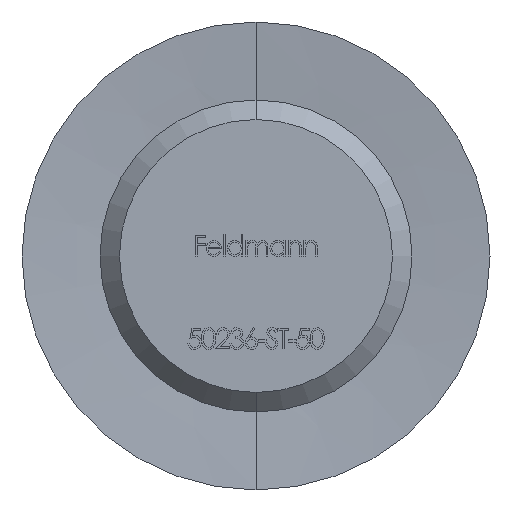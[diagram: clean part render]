
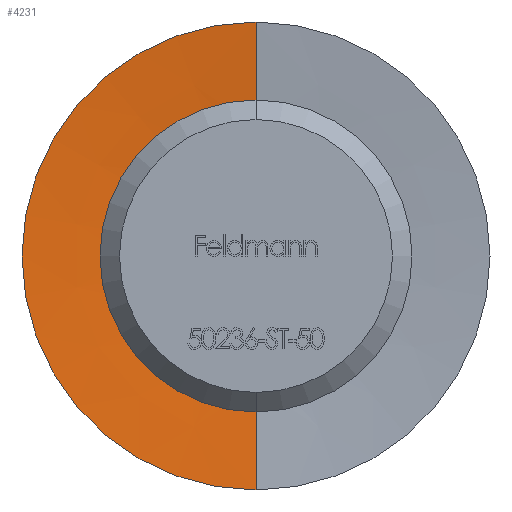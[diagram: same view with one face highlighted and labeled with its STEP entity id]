
A CAD part, front view. The second image highlights one B-rep face of the part: STEP entity #4231.
In plain terms, the highlighted conical face has half-angle 85 degrees and reference radius 3.32 mm.
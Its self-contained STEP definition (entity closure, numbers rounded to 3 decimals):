
#105 = CARTESIAN_POINT ( 'NONE',  ( 0., 0.234, 3.32 ) ) ;
#189 = VECTOR ( 'NONE', #6046, 1000. ) ;
#263 = EDGE_LOOP ( 'NONE', ( #9237, #12186, #10324, #14500 ) ) ;
#536 = FACE_OUTER_BOUND ( 'NONE', #263, .T. ) ;
#1444 = CIRCLE ( 'NONE', #10639, 6. ) ;
#1754 = VERTEX_POINT ( 'NONE', #105 ) ;
#2027 = DIRECTION ( 'NONE',  ( 0., -1., 0. ) ) ;
#2283 = CARTESIAN_POINT ( 'NONE',  ( 0., 0., 0. ) ) ;
#2554 = CARTESIAN_POINT ( 'NONE',  ( 0., 0.234, -3.32 ) ) ;
#3022 = AXIS2_PLACEMENT_3D ( 'NONE', #9518, #9561, #10915 ) ;
#3670 = VERTEX_POINT ( 'NONE', #12388 ) ;
#4226 = DIRECTION ( 'NONE',  ( 0., 0., -1. ) ) ;
#4231 = ADVANCED_FACE ( 'NONE', ( #536 ), #14026, .F. ) ;
#4422 = EDGE_CURVE ( 'NONE', #6560, #5661, #12075, .T. ) ;
#4503 = LINE ( 'NONE', #11262, #8083 ) ;
#5661 = VERTEX_POINT ( 'NONE', #11554 ) ;
#6046 = DIRECTION ( 'NONE',  ( 0., -0.087, -0.996 ) ) ;
#6560 = VERTEX_POINT ( 'NONE', #10466 ) ;
#6810 = DIRECTION ( 'NONE',  ( 0., 0., -1. ) ) ;
#8083 = VECTOR ( 'NONE', #9995, 1000. ) ;
#8761 = AXIS2_PLACEMENT_3D ( 'NONE', #10952, #2027, #4226 ) ;
#9237 = ORIENTED_EDGE ( 'NONE', *, *, #13953, .F. ) ;
#9518 = CARTESIAN_POINT ( 'NONE',  ( 0., 0.234, 0. ) ) ;
#9561 = DIRECTION ( 'NONE',  ( 0., -1., 0. ) ) ;
#9995 = DIRECTION ( 'NONE',  ( 0., -0.087, 0.996 ) ) ;
#10222 = EDGE_CURVE ( 'NONE', #1754, #3670, #4503, .T. ) ;
#10324 = ORIENTED_EDGE ( 'NONE', *, *, #10909, .T. ) ;
#10466 = CARTESIAN_POINT ( 'NONE',  ( 0., 0.234, -3.32 ) ) ;
#10639 = AXIS2_PLACEMENT_3D ( 'NONE', #2283, #13752, #6810 ) ;
#10909 = EDGE_CURVE ( 'NONE', #3670, #5661, #1444, .T. ) ;
#10915 = DIRECTION ( 'NONE',  ( 0., 0., -1. ) ) ;
#10952 = CARTESIAN_POINT ( 'NONE',  ( 0., 0.234, 0. ) ) ;
#11262 = CARTESIAN_POINT ( 'NONE',  ( 0., 0.234, 3.32 ) ) ;
#11554 = CARTESIAN_POINT ( 'NONE',  ( 0., 0., -6. ) ) ;
#12075 = LINE ( 'NONE', #2554, #189 ) ;
#12172 = CIRCLE ( 'NONE', #3022, 3.32 ) ;
#12186 = ORIENTED_EDGE ( 'NONE', *, *, #10222, .T. ) ;
#12388 = CARTESIAN_POINT ( 'NONE',  ( 0., 0., 6. ) ) ;
#13752 = DIRECTION ( 'NONE',  ( 0., -1., 0. ) ) ;
#13953 = EDGE_CURVE ( 'NONE', #1754, #6560, #12172, .T. ) ;
#14026 = CONICAL_SURFACE ( 'NONE', #8761, 3.32, 1.484 ) ;
#14500 = ORIENTED_EDGE ( 'NONE', *, *, #4422, .F. ) ;
